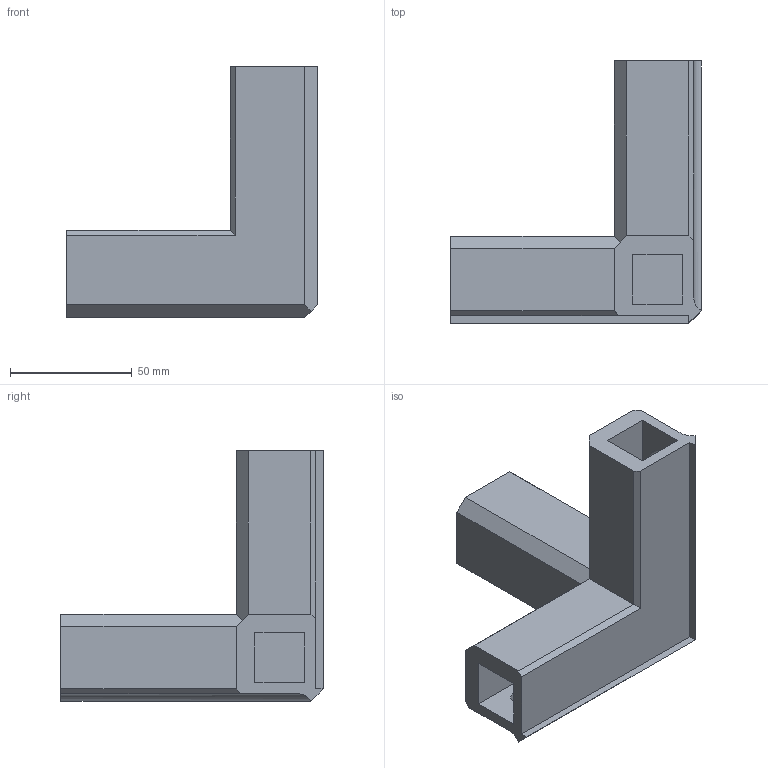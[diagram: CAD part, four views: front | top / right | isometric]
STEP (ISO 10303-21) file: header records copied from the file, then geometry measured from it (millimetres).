
FILE_DESCRIPTION(/* description */ (''),/* implementation_level */ '2;1');
FILE_NAME(/* name */ 'Right Rear Bottom Frame Joint.step',/* time_stamp */ '2022-05-26T10:23:37-07:00',/* author */ (''),/* organization */ (''),/* preprocessor_version */ 'ST-DEVELOPER v18.1',/* originating_system */ 'Autodesk Translation Framework v10.14.0.1471',/* authorisation */ '');
FILE_SCHEMA (('AUTOMOTIVE_DESIGN { 1 0 10303 214 3 1 1 }'));
Length unit declared in the file: millimetre
Products named in the file (1): Frame joint 1 v1 (2)
Bounding box: 102.75 x 107.65 x 102.75 mm (x, y, z)
Volume: 148551.8 mm3; surface area: 52598.1 mm2
Topology: 1 solids, 1 shells, 47 faces, 129 edges, 83 vertices
Faces by surface type: plane 35, cylinder 12
Full cylindrical faces by diameter (mm): 11.5 x8
Entity records: 1553 total; most frequent: CARTESIAN_POINT 260, ORIENTED_EDGE 258, DIRECTION 247, EDGE_CURVE 129, LINE 107, VECTOR 107, VERTEX_POINT 83, AXIS2_PLACEMENT_3D 70
